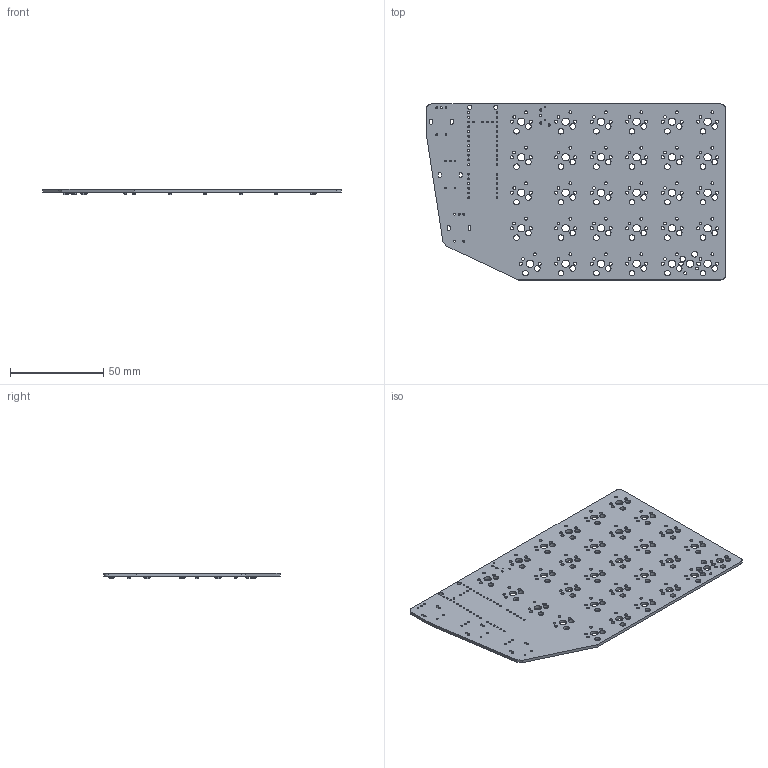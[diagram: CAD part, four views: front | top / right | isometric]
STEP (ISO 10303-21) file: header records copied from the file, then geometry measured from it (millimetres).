
FILE_DESCRIPTION(('KiCad electronic assembly'),'2;1');
FILE_NAME('basis_a_PROTON.step','2020-04-27T23:51:20',('An Author'),( 'A Company'),'Open CASCADE STEP processor 6.9', 'KiCad to STEP converter','Unknown');
FILE_SCHEMA(('AUTOMOTIVE_DESIGN { 1 0 10303 214 1 1 1 1 }'));
Length unit declared in the file: millimetre
Products named in the file (4): Open CASCADE STEP translator 6.9 1; D_SOD-123; SOLID; COMPOUND
Assembly tree (35 placements, depth 3):
  Open CASCADE STEP translator 6.9 1
    D_SOD-123  x33
      SOLID
    COMPOUND
Bounding box: 160.34 x 94.46 x 2.9 mm (x, y, z)
Volume: 21245.1 mm3; surface area: 30738.7 mm2
Topology: 34 solids, 34 shells, 2543 faces, 6138 edges, 3696 vertices
Faces by surface type: plane 1120, bspline 858, cylinder 565
Full cylindrical faces by diameter (mm): 0.8 x2, 1 x55, 1.499 x62, 1.702 x58, 2.2 x2, 3 x62, 3.988 x31
Entity records: 30132 total; most frequent: CARTESIAN_POINT 4837, DIRECTION 4780, ORIENTED_EDGE 2292, PCURVE 2292, DEFINITIONAL_REPRESENTATION 2292, LINE 2116, VECTOR 2116, CIRCLE 1228
